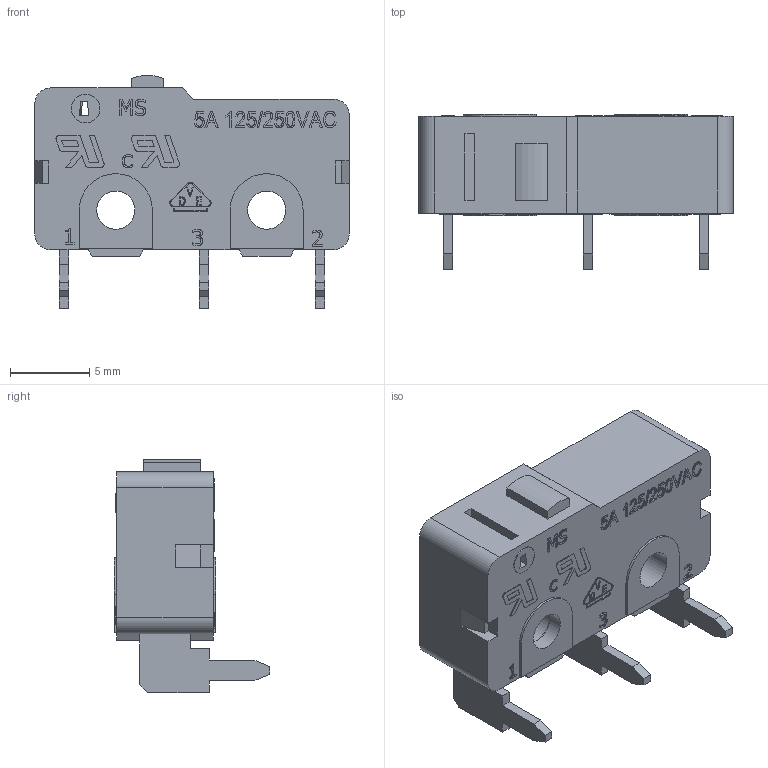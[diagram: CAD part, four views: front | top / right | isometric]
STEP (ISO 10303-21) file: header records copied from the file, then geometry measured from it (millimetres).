
FILE_DESCRIPTION((' '),'2;1');
FILE_NAME('MS085xx00FxxxV2A.stp','2017-08-02T15:55:28',(' '),(' '),' ','ACIS',' ');
FILE_SCHEMA(('CONFIG_CONTROL_DESIGN'));
Length unit declared in the file: inch
Products named in the file (1): MS085xx00FxxxV2A.stp
Bounding box: 19.8 x 9.8 x 14.69 mm (x, y, z)
Volume: 794.5 mm3; surface area: 1508.3 mm2
Topology: 1 solids, 4 shells, 737 faces, 2015 edges, 1343 vertices
Faces by surface type: plane 484, bspline 218, cylinder 35
Full cylindrical faces by diameter (mm): 1.8 x1, 2.4 x2, 2.5 x1
Entity records: 24314 total; most frequent: CARTESIAN_POINT 6956, ORIENTED_EDGE 4018, DIRECTION 2683, EDGE_CURVE 2009, VECTOR 1503, LINE 1503, VERTEX_POINT 1341, EDGE_LOOP 806
